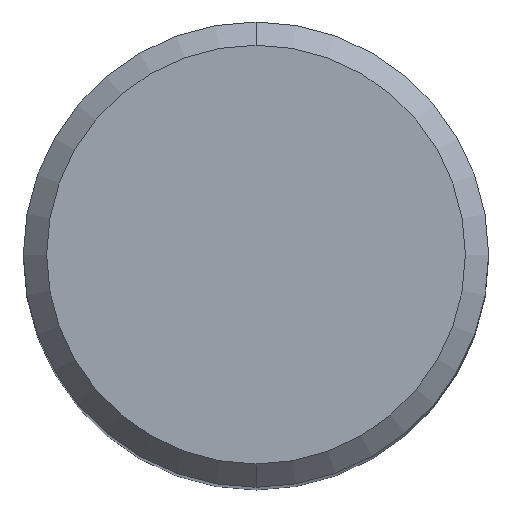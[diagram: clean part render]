
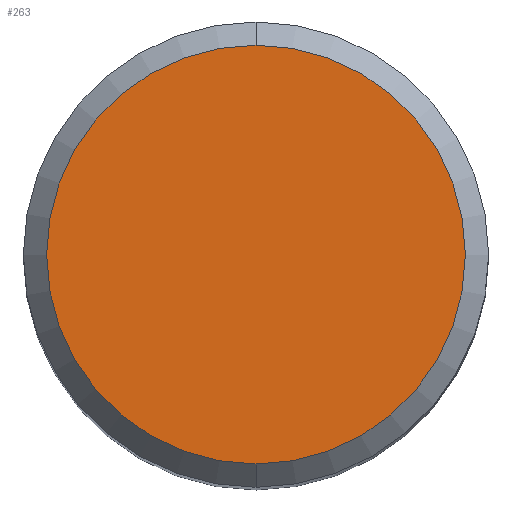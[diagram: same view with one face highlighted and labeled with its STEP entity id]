
A CAD part, top view. The second image highlights one B-rep face of the part: STEP entity #263.
In plain terms, the highlighted planar face has unit normal (0, 0, 1).
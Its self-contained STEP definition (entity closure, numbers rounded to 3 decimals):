
#227=EDGE_CURVE('',#347,#241,#469,.T.);
#241=VERTEX_POINT('',#484);
#263=ADVANCED_FACE('',(#511),#512,.T.);
#293=EDGE_CURVE('',#241,#347,#545,.T.);
#347=VERTEX_POINT('',#606);
#469=CIRCLE('',#751,3.6);
#484=CARTESIAN_POINT('',(0.0,3.6,0.0));
#511=FACE_OUTER_BOUND('',#797,.T.);
#512=PLANE('',#798);
#545=CIRCLE('',#843,3.6);
#606=CARTESIAN_POINT('',(0.,-3.6,0.0));
#751=AXIS2_PLACEMENT_3D('',#1053,#1054,#1055);
#797=EDGE_LOOP('',(#1111,#1112));
#798=AXIS2_PLACEMENT_3D('',#1113,#1114,#1115);
#843=AXIS2_PLACEMENT_3D('',#1158,#1159,#1160);
#1053=CARTESIAN_POINT('',(0.0,0.0,0.0));
#1054=DIRECTION('',(0.0,0.0,-1.0));
#1055=DIRECTION('',(0.0,1.0,0.0));
#1111=ORIENTED_EDGE('',*,*,#293,.F.);
#1112=ORIENTED_EDGE('',*,*,#227,.F.);
#1113=CARTESIAN_POINT('',(0.0,1.8,0.0));
#1114=DIRECTION('',(-0.0,0.0,1.0));
#1115=DIRECTION('',(0.0,-1.0,0.0));
#1158=CARTESIAN_POINT('',(0.0,0.0,0.0));
#1159=DIRECTION('',(0.0,0.0,-1.0));
#1160=DIRECTION('',(0.0,1.0,0.0));
